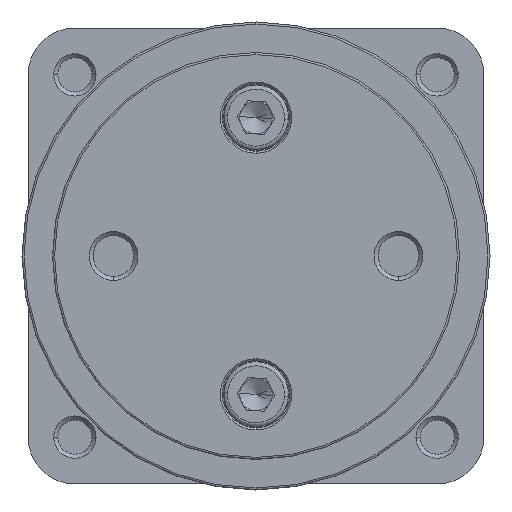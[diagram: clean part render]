
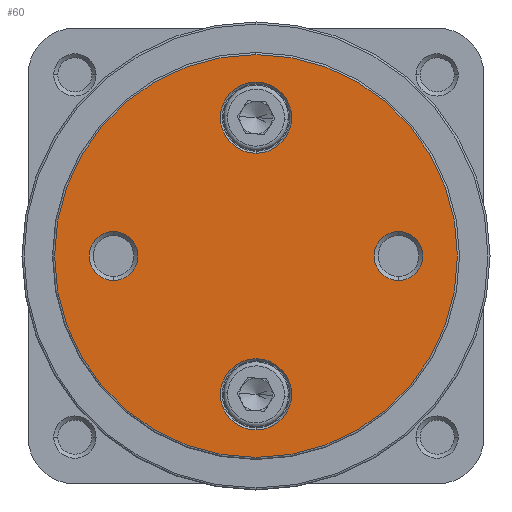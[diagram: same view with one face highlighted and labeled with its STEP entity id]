
A CAD part, left-side view. The second image highlights one B-rep face of the part: STEP entity #60.
In plain terms, the highlighted planar face has unit normal (-1, 0, 0).
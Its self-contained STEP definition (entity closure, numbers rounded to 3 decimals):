
#60 = ADVANCED_FACE ( 'NONE', ( #4095, #4101, #4103, #4105, #4091 ), #5865, .F. ) ;
#548 = AXIS2_PLACEMENT_3D ( 'NONE', #1608, #1609, #1610 ) ;
#553 = AXIS2_PLACEMENT_3D ( 'NONE', #1611, #1612, #1613 ) ;
#564 = AXIS2_PLACEMENT_3D ( 'NONE', #1711, #1712, #1713 ) ;
#575 = AXIS2_PLACEMENT_3D ( 'NONE', #1724, #1731, #1732 ) ;
#576 = AXIS2_PLACEMENT_3D ( 'NONE', #1727, #1733, #1734 ) ;
#578 = AXIS2_PLACEMENT_3D ( 'NONE', #1747, #1748, #1749 ) ;
#580 = AXIS2_PLACEMENT_3D ( 'NONE', #1739, #1745, #1746 ) ;
#729 = AXIS2_PLACEMENT_3D ( 'NONE', #7477, #7479, #7480 ) ;
#731 = AXIS2_PLACEMENT_3D ( 'NONE', #7467, #7472, #7473 ) ;
#734 = AXIS2_PLACEMENT_3D ( 'NONE', #7478, #7484, #7485 ) ;
#1608 = CARTESIAN_POINT ( 'NONE',  ( 0., 35., 0. ) ) ;
#1609 = DIRECTION ( 'NONE',  ( 1., 0., 0. ) ) ;
#1610 = DIRECTION ( 'NONE',  ( 0., 0., -1. ) ) ;
#1611 = CARTESIAN_POINT ( 'NONE',  ( 0., -35., 0. ) ) ;
#1612 = DIRECTION ( 'NONE',  ( 1., 0., 0. ) ) ;
#1613 = DIRECTION ( 'NONE',  ( 0., 0., -1. ) ) ;
#1711 = CARTESIAN_POINT ( 'NONE',  ( 0., -35., 0. ) ) ;
#1712 = DIRECTION ( 'NONE',  ( 1., 0., 0. ) ) ;
#1713 = DIRECTION ( 'NONE',  ( 0., 0., -1. ) ) ;
#1724 = CARTESIAN_POINT ( 'NONE',  ( 0., 35., 0. ) ) ;
#1727 = CARTESIAN_POINT ( 'NONE',  ( 0., 0., 34. ) ) ;
#1731 = DIRECTION ( 'NONE',  ( 1., 0., 0. ) ) ;
#1732 = DIRECTION ( 'NONE',  ( 0., 0., -1. ) ) ;
#1733 = DIRECTION ( 'NONE',  ( 1., 0., 0. ) ) ;
#1734 = DIRECTION ( 'NONE',  ( 0., 0., -1. ) ) ;
#1739 = CARTESIAN_POINT ( 'NONE',  ( 0., 0., 0. ) ) ;
#1745 = DIRECTION ( 'NONE',  ( -1., 0., 0. ) ) ;
#1746 = DIRECTION ( 'NONE',  ( 0., 0., -1. ) ) ;
#1747 = CARTESIAN_POINT ( 'NONE',  ( 0., 0., -34. ) ) ;
#1748 = DIRECTION ( 'NONE',  ( 1., 0., 0. ) ) ;
#1749 = DIRECTION ( 'NONE',  ( 0., 0., -1. ) ) ;
#2382 = CIRCLE ( 'NONE', #548, 6. ) ;
#2384 = CIRCLE ( 'NONE', #553, 6. ) ;
#2448 = CIRCLE ( 'NONE', #564, 6. ) ;
#2454 = CIRCLE ( 'NONE', #575, 6. ) ;
#2455 = CIRCLE ( 'NONE', #576, 8.75 ) ;
#2459 = CIRCLE ( 'NONE', #580, 49.5 ) ;
#2460 = CIRCLE ( 'NONE', #578, 8.75 ) ;
#3209 = ORIENTED_EDGE ( 'NONE', *, *, #4520, .T. ) ;
#3210 = ORIENTED_EDGE ( 'NONE', *, *, #4471, .T. ) ;
#3211 = ORIENTED_EDGE ( 'NONE', *, *, #4514, .T. ) ;
#3212 = ORIENTED_EDGE ( 'NONE', *, *, #4472, .T. ) ;
#3213 = ORIENTED_EDGE ( 'NONE', *, *, #4521, .T. ) ;
#3214 = ORIENTED_EDGE ( 'NONE', *, *, #4963, .T. ) ;
#3215 = ORIENTED_EDGE ( 'NONE', *, *, #4526, .T. ) ;
#3216 = ORIENTED_EDGE ( 'NONE', *, *, #4965, .T. ) ;
#3217 = ORIENTED_EDGE ( 'NONE', *, *, #4967, .T. ) ;
#3218 = ORIENTED_EDGE ( 'NONE', *, *, #4525, .T. ) ;
#3609 = EDGE_LOOP ( 'NONE', ( #3214, #3213 ) ) ;
#3617 = EDGE_LOOP ( 'NONE', ( #3210, #3209 ) ) ;
#3619 = EDGE_LOOP ( 'NONE', ( #3218, #3217 ) ) ;
#3634 = EDGE_LOOP ( 'NONE', ( #3212, #3211 ) ) ;
#3647 = EDGE_LOOP ( 'NONE', ( #3216, #3215 ) ) ;
#4091 = FACE_BOUND ( 'NONE', #3617, .T. ) ;
#4095 = FACE_OUTER_BOUND ( 'NONE', #3619, .T. ) ;
#4101 = FACE_BOUND ( 'NONE', #3647, .T. ) ;
#4103 = FACE_BOUND ( 'NONE', #3609, .T. ) ;
#4105 = FACE_BOUND ( 'NONE', #3634, .T. ) ;
#4471 = EDGE_CURVE ( 'NONE', #5516, #5248, #2382, .T. ) ;
#4472 = EDGE_CURVE ( 'NONE', #5246, #5407, #2384, .T. ) ;
#4514 = EDGE_CURVE ( 'NONE', #5407, #5246, #2448, .T. ) ;
#4520 = EDGE_CURVE ( 'NONE', #5248, #5516, #2454, .T. ) ;
#4521 = EDGE_CURVE ( 'NONE', #5475, #5547, #2455, .T. ) ;
#4525 = EDGE_CURVE ( 'NONE', #5207, #5533, #2459, .T. ) ;
#4526 = EDGE_CURVE ( 'NONE', #5336, #5330, #2460, .T. ) ;
#4963 = EDGE_CURVE ( 'NONE', #5547, #5475, #8139, .T. ) ;
#4965 = EDGE_CURVE ( 'NONE', #5330, #5336, #8142, .T. ) ;
#4967 = EDGE_CURVE ( 'NONE', #5533, #5207, #8146, .T. ) ;
#5078 = AXIS2_PLACEMENT_3D ( 'NONE', #5793, #5866, #5868 ) ;
#5207 = VERTEX_POINT ( 'NONE', #7581 ) ;
#5246 = VERTEX_POINT ( 'NONE', #7606 ) ;
#5248 = VERTEX_POINT ( 'NONE', #7608 ) ;
#5330 = VERTEX_POINT ( 'NONE', #7669 ) ;
#5336 = VERTEX_POINT ( 'NONE', #7674 ) ;
#5407 = VERTEX_POINT ( 'NONE', #7714 ) ;
#5475 = VERTEX_POINT ( 'NONE', #7770 ) ;
#5516 = VERTEX_POINT ( 'NONE', #7807 ) ;
#5533 = VERTEX_POINT ( 'NONE', #7823 ) ;
#5547 = VERTEX_POINT ( 'NONE', #7837 ) ;
#5793 = CARTESIAN_POINT ( 'NONE',  ( 0., 0., 0. ) ) ;
#5865 = PLANE ( 'NONE',  #5078 ) ;
#5866 = DIRECTION ( 'NONE',  ( 1., 0., 0. ) ) ;
#5868 = DIRECTION ( 'NONE',  ( 0., 0., -1. ) ) ;
#7467 = CARTESIAN_POINT ( 'NONE',  ( 0., 0., 34. ) ) ;
#7472 = DIRECTION ( 'NONE',  ( 1., 0., 0. ) ) ;
#7473 = DIRECTION ( 'NONE',  ( 0., 0., -1. ) ) ;
#7477 = CARTESIAN_POINT ( 'NONE',  ( 0., 0., -34. ) ) ;
#7478 = CARTESIAN_POINT ( 'NONE',  ( 0., 0., 0. ) ) ;
#7479 = DIRECTION ( 'NONE',  ( 1., 0., 0. ) ) ;
#7480 = DIRECTION ( 'NONE',  ( 0., 0., -1. ) ) ;
#7484 = DIRECTION ( 'NONE',  ( -1., 0., 0. ) ) ;
#7485 = DIRECTION ( 'NONE',  ( 0., 0., -1. ) ) ;
#7581 = CARTESIAN_POINT ( 'NONE',  ( 0., 0., -49.5 ) ) ;
#7606 = CARTESIAN_POINT ( 'NONE',  ( 0., -35., 6. ) ) ;
#7608 = CARTESIAN_POINT ( 'NONE',  ( 0., 35., -6. ) ) ;
#7669 = CARTESIAN_POINT ( 'NONE',  ( 0., 0., -25.25 ) ) ;
#7674 = CARTESIAN_POINT ( 'NONE',  ( 0., 0., -42.75 ) ) ;
#7714 = CARTESIAN_POINT ( 'NONE',  ( 0., -35., -6. ) ) ;
#7770 = CARTESIAN_POINT ( 'NONE',  ( 0., 0., 25.25 ) ) ;
#7807 = CARTESIAN_POINT ( 'NONE',  ( 0., 35., 6. ) ) ;
#7823 = CARTESIAN_POINT ( 'NONE',  ( 0., 0., 49.5 ) ) ;
#7837 = CARTESIAN_POINT ( 'NONE',  ( 0., 0., 42.75 ) ) ;
#8139 = CIRCLE ( 'NONE', #731, 8.75 ) ;
#8142 = CIRCLE ( 'NONE', #729, 8.75 ) ;
#8146 = CIRCLE ( 'NONE', #734, 49.5 ) ;
